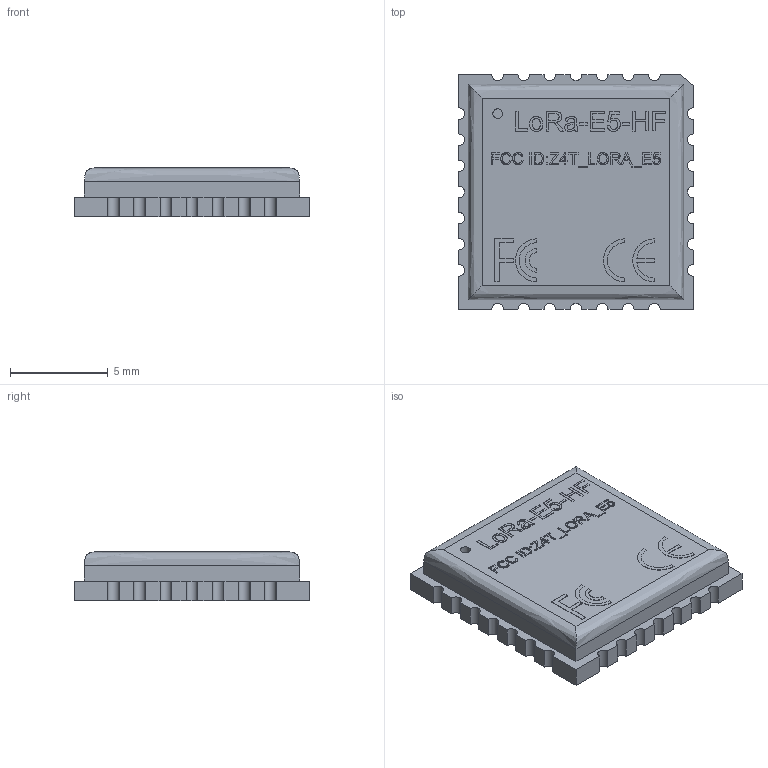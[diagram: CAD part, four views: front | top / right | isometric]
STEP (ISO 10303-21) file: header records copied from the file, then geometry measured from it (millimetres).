
FILE_DESCRIPTION(/* description */ (''),/* implementation_level */ '2;1');
FILE_NAME(/* name */ 'LoRA.step',/* time_stamp */ '2022-03-07T09:13:44+01:00',/* author */ (''),/* organization */ (''),/* preprocessor_version */ 'ST-DEVELOPER v18.1',/* originating_system */ 'Autodesk Translation Framework v10.13.0.1454',/* authorisation */ '');
FILE_SCHEMA (('AUTOMOTIVE_DESIGN { 1 0 10303 214 3 1 1 }'));
Length unit declared in the file: millimetre
Products named in the file (1): LoRA
Bounding box: 12 x 12 x 2.52 mm (x, y, z)
Volume: 318.6 mm3; surface area: 653.2 mm2
Topology: 35 solids, 35 shells, 551 faces, 1439 edges, 958 vertices
Faces by surface type: plane 318, bspline 195, cylinder 38
Full cylindrical faces by diameter (mm): 0.5 x1
Entity records: 18766 total; most frequent: CARTESIAN_POINT 6380, ORIENTED_EDGE 2878, DIRECTION 1835, EDGE_CURVE 1439, LINE 969, VECTOR 969, VERTEX_POINT 958, EDGE_LOOP 569
